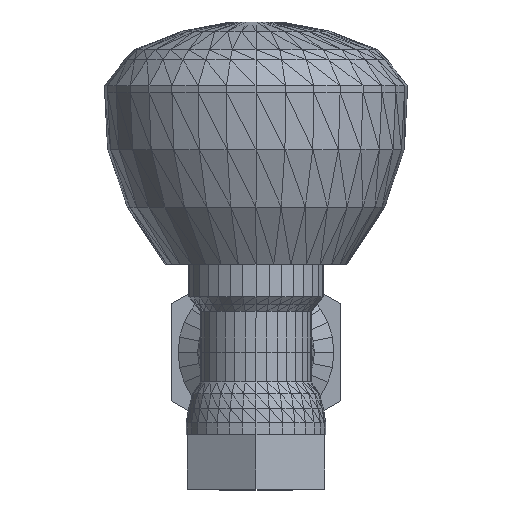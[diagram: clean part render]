
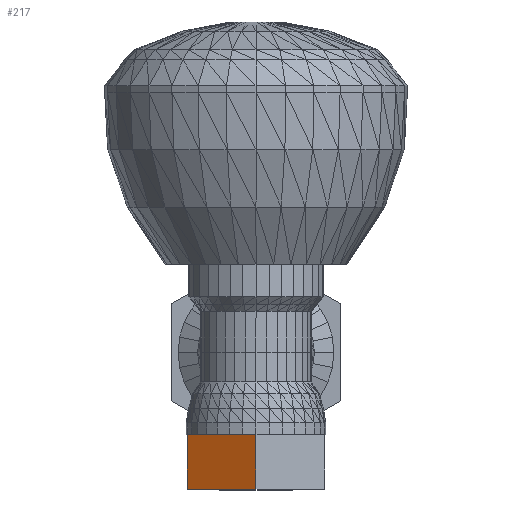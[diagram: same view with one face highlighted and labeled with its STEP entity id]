
A CAD part, left-side view. The second image highlights one B-rep face of the part: STEP entity #217.
In plain terms, the highlighted planar face has unit normal (-0.866, 0.5, 0).
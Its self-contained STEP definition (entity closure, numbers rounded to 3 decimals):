
#21=DIRECTION('',(0.5,0.866,0.));
#22=VECTOR('',#21,11.);
#23=CARTESIAN_POINT('',(-25.555,0.,-32.224));
#24=LINE('',#23,#22);
#29=DIRECTION('',(0.,0.,-1.));
#30=VECTOR('',#29,7.6);
#31=CARTESIAN_POINT('',(-20.055,9.526,-24.624));
#32=LINE('',#31,#30);
#33=DIRECTION('',(0.,0.,1.));
#34=VECTOR('',#33,7.6);
#35=CARTESIAN_POINT('',(-25.555,0.,-32.224));
#36=LINE('',#35,#34);
#37=DIRECTION('',(-0.5,-0.866,0.));
#38=VECTOR('',#37,11.);
#39=CARTESIAN_POINT('',(-20.055,9.526,-24.624));
#40=LINE('',#39,#38);
#136=CARTESIAN_POINT('',(-20.055,9.526,-32.224));
#138=VERTEX_POINT('',#136);
#141=CARTESIAN_POINT('',(-20.055,9.526,-24.624));
#142=VERTEX_POINT('',#141);
#143=CARTESIAN_POINT('',(-25.555,0.,-32.224));
#144=VERTEX_POINT('',#143);
#145=CARTESIAN_POINT('',(-25.555,0.,-24.624));
#146=VERTEX_POINT('',#145);
#204=CARTESIAN_POINT('',(-22.805,4.763,-28.424));
#205=DIRECTION('',(0.866,-0.5,0.));
#206=DIRECTION('',(0.,0.,1.));
#207=AXIS2_PLACEMENT_3D('',#204,#205,#206);
#208=PLANE('',#207);
#209=ORIENTED_EDGE('',*,*,#196,.T.);
#210=ORIENTED_EDGE('',*,*,#173,.F.);
#212=ORIENTED_EDGE('',*,*,#211,.T.);
#214=ORIENTED_EDGE('',*,*,#213,.F.);
#215=EDGE_LOOP('',(#209,#210,#212,#214));
#216=FACE_OUTER_BOUND('',#215,.F.);
#217=ADVANCED_FACE('',(#216),#208,.F.);
#173=EDGE_CURVE('',#142,#138,#32,.T.);
#196=EDGE_CURVE('',#144,#138,#24,.T.);
#211=EDGE_CURVE('',#142,#146,#40,.T.);
#213=EDGE_CURVE('',#144,#146,#36,.T.);
